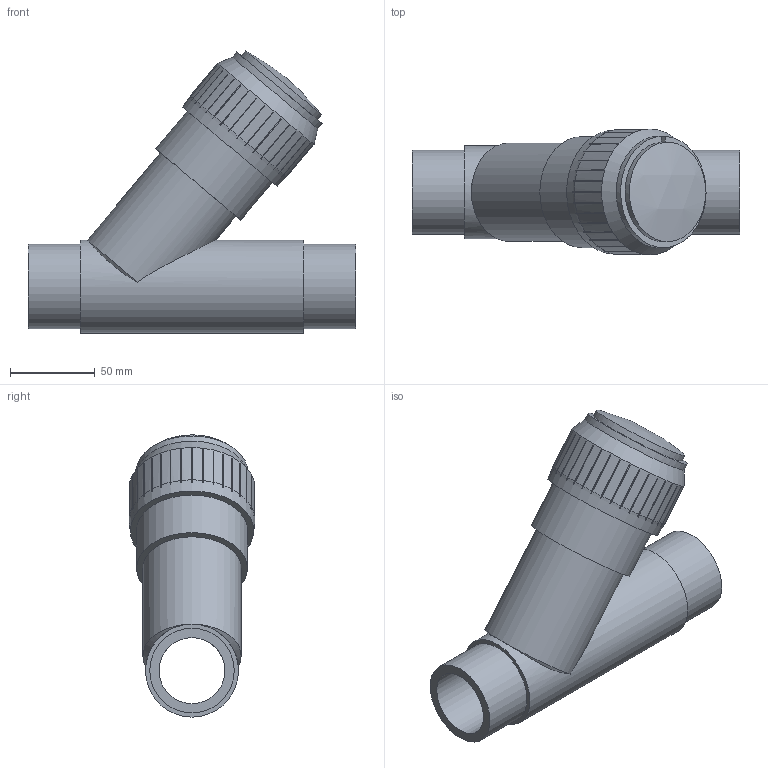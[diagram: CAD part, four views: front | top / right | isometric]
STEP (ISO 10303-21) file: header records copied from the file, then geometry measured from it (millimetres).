
FILE_DESCRIPTION(/* description */ (''),/* implementation_level */ '2;1');
FILE_NAME(/* name */ 'VRDV050E.iam.stp',/* time_stamp */ '2013-10-01T10:41:46+02:00',/* author */ ('bfaro'),/* organization */ (''),/* preprocessor_version */ 'ST-DEVELOPER v15.2',/* originating_system */ 'Autodesk Inventor 2014',/* authorisation */ '');
FILE_SCHEMA (('AUTOMOTIVE_DESIGN { 1 0 10303 214 3 1 1 }'));
Length unit declared in the file: millimetre
Products named in the file (3): cassa RVD-V 50; Coperchio RV 50; VRDV050E
Bounding box: 194 x 74.5 x 166.94 mm (x, y, z)
Volume: 461374.4 mm3; surface area: 104706.5 mm2
Topology: 2 solids, 2 shells, 174 faces, 499 edges, 332 vertices
Faces by surface type: plane 122, cylinder 47, cone 4, sphere 1
Full cylindrical faces by diameter (mm): 39 x1, 49 x1, 50 x2, 51.1 x1, 55 x1, 58.136 x1, 58.9 x1, 65.71 x1, 74.5 x1
Entity records: 5786 total; most frequent: CARTESIAN_POINT 1125, DIRECTION 996, ORIENTED_EDGE 948, EDGE_CURVE 474, AXIS2_PLACEMENT_3D 349, VERTEX_POINT 321, LINE 298, VECTOR 298
